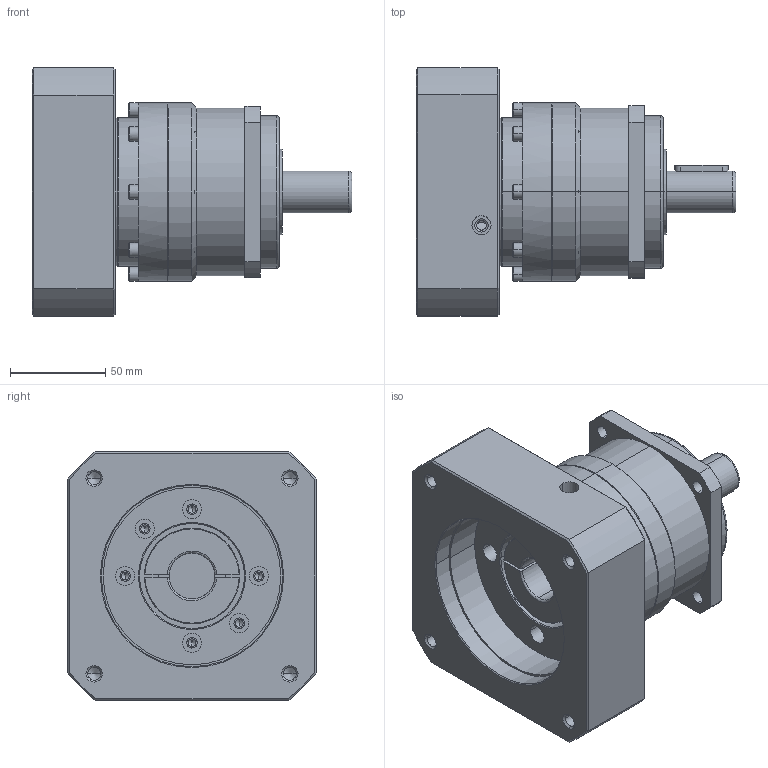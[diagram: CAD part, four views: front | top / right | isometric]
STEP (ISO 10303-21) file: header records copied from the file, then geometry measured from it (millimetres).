
FILE_DESCRIPTION (( 'STEP AP214' ), '1' );
FILE_NAME ('PB090-L1-24-95-145M8.STEP', '2022-02-12T08:42:48', ( 'admin' ), ( '' ), 'SwSTEP 2.0', 'SolidWorks 2013', '' );
FILE_SCHEMA (( 'AUTOMOTIVE_DESIGN' ));
Length unit declared in the file: millimetre
Products named in the file (4): PB090-110-145M8; PB090_X2_58F34F537AEF_X0_-19; PB090_X2_8F9351FA7AEF_X0_; PB090-L1-24-95-145M8
Assembly tree (3 placements, depth 2):
  PB090-L1-24-95-145M8
    PB090_X2_8F9351FA7AEF_X0_
    PB090_X2_58F34F537AEF_X0_-19
    PB090-110-145M8
Bounding box: 167.5 x 130 x 130 mm (x, y, z)
Volume: 1024800.1 mm3; surface area: 139008.2 mm2
Topology: 4 solids, 4 shells, 415 faces, 1003 edges, 600 vertices
Faces by surface type: cylinder 167, plane 126, cone 97, bspline 25
Entity records: 17181 total; most frequent: CARTESIAN_POINT 2984, DIRECTION 2061, ORIENTED_EDGE 1874, EDGE_CURVE 937, AXIS2_PLACEMENT_3D 797, VERTEX_POINT 594, EDGE_LOOP 513, VECTOR 467
